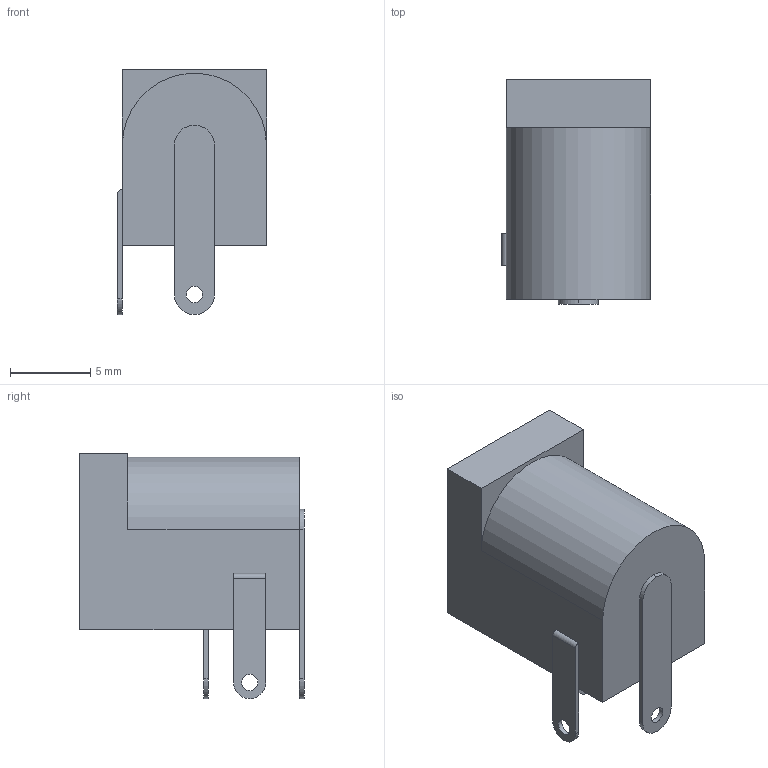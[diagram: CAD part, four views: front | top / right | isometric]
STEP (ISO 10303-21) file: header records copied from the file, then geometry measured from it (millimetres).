
FILE_DESCRIPTION(('FreeCAD Model'),'2;1');
FILE_NAME( 'MPD_EJ503A.step' ,'2017-02-15T12:03:16',('Author'),(''), 'Open CASCADE STEP processor 6.8','FreeCAD','Unknown');
FILE_SCHEMA(('AUTOMOTIVE_DESIGN_CC2 { 1 2 10303 214 -1 1 5 4 }'));
Length unit declared in the file: millimetre
Products named in the file (6): ASSEMBLY; Body; Center_Contact; Pin1; Pin2; Pin3
Assembly tree (5 placements, depth 2):
  ASSEMBLY
    Body
    Center_Contact
    Pin1
    Pin2
    Pin3
Bounding box: 9.3 x 14 x 15.3 mm (x, y, z)
Volume: 1016.3 mm3; surface area: 1100.6 mm2
Topology: 5 solids, 5 shells, 44 faces, 98 edges, 65 vertices
Faces by surface type: plane 28, cylinder 15, torus 1
Full cylindrical faces by diameter (mm): 1.02 x3, 2 x1, 5.5 x1
Entity records: 2702 total; most frequent: CARTESIAN_POINT 507, DIRECTION 408, LINE 230, VECTOR 230, ORIENTED_EDGE 196, PCURVE 196, DEFINITIONAL_REPRESENTATION 196, EDGE_CURVE 98
